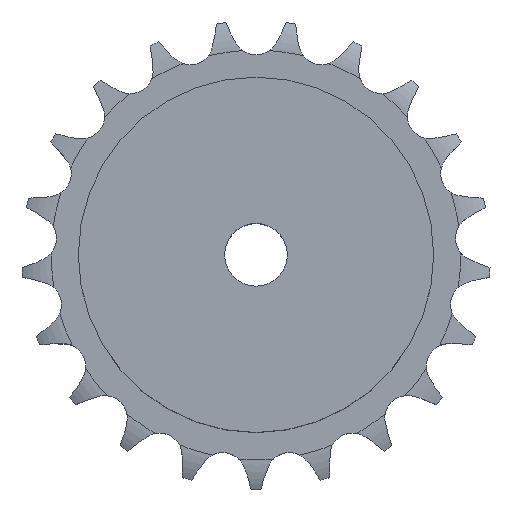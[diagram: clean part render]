
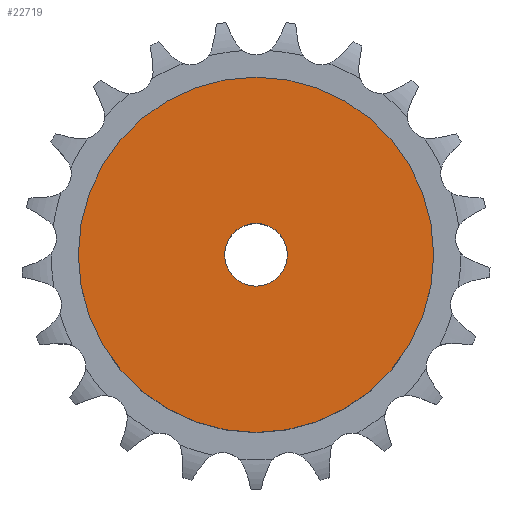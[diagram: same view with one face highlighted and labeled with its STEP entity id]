
A CAD part, top view. The second image highlights one B-rep face of the part: STEP entity #22719.
In plain terms, the highlighted planar face has unit normal (0, 0, 1).
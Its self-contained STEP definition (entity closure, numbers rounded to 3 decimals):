
#3009 = CYLINDRICAL_SURFACE('',#3010,34.);
#3010 = AXIS2_PLACEMENT_3D('',#3011,#3012,#3013);
#3011 = CARTESIAN_POINT('',(0.,0.,0.));
#3012 = DIRECTION('',(-0.,-0.,-1.));
#3013 = DIRECTION('',(1.,0.,0.));
#14524 = VERTEX_POINT('',#14525);
#14525 = CARTESIAN_POINT('',(34.,0.,28.));
#14546 = EDGE_CURVE('',#14524,#14524,#14547,.T.);
#14547 = SURFACE_CURVE('',#14548,(#14553,#14560),.PCURVE_S1.);
#14548 = CIRCLE('',#14549,34.);
#14549 = AXIS2_PLACEMENT_3D('',#14550,#14551,#14552);
#14550 = CARTESIAN_POINT('',(0.,0.,28.));
#14551 = DIRECTION('',(0.,0.,1.));
#14552 = DIRECTION('',(1.,0.,0.));
#14553 = PCURVE('',#3009,#14554);
#14554 = DEFINITIONAL_REPRESENTATION('',(#14555),#14559);
#14555 = LINE('',#14556,#14557);
#14556 = CARTESIAN_POINT('',(-0.,-28.));
#14557 = VECTOR('',#14558,1.);
#14558 = DIRECTION('',(-1.,0.));
#14559 = ( GEOMETRIC_REPRESENTATION_CONTEXT(2) 
PARAMETRIC_REPRESENTATION_CONTEXT() REPRESENTATION_CONTEXT('2D SPACE',''
  ) );
#14560 = PCURVE('',#14561,#14566);
#14561 = PLANE('',#14562);
#14562 = AXIS2_PLACEMENT_3D('',#14563,#14564,#14565);
#14563 = CARTESIAN_POINT('',(0.,0.,28.)
  );
#14564 = DIRECTION('',(0.,0.,1.));
#14565 = DIRECTION('',(1.,0.,0.));
#14566 = DEFINITIONAL_REPRESENTATION('',(#14567),#14571);
#14567 = CIRCLE('',#14568,34.);
#14568 = AXIS2_PLACEMENT_2D('',#14569,#14570);
#14569 = CARTESIAN_POINT('',(0.,0.));
#14570 = DIRECTION('',(1.,0.));
#14571 = ( GEOMETRIC_REPRESENTATION_CONTEXT(2) 
PARAMETRIC_REPRESENTATION_CONTEXT() REPRESENTATION_CONTEXT('2D SPACE',''
  ) );
#19328 = CYLINDRICAL_SURFACE('',#19329,6.);
#19329 = AXIS2_PLACEMENT_3D('',#19330,#19331,#19332);
#19330 = CARTESIAN_POINT('',(0.,0.,141.574));
#19331 = DIRECTION('',(0.,0.,1.));
#19332 = DIRECTION('',(1.,0.,0.));
#22719 = ADVANCED_FACE('',(#22720,#22723),#14561,.T.);
#22720 = FACE_BOUND('',#22721,.T.);
#22721 = EDGE_LOOP('',(#22722));
#22722 = ORIENTED_EDGE('',*,*,#14546,.T.);
#22723 = FACE_BOUND('',#22724,.T.);
#22724 = EDGE_LOOP('',(#22725));
#22725 = ORIENTED_EDGE('',*,*,#22726,.F.);
#22726 = EDGE_CURVE('',#22727,#22727,#22729,.T.);
#22727 = VERTEX_POINT('',#22728);
#22728 = CARTESIAN_POINT('',(6.,0.,28.));
#22729 = SURFACE_CURVE('',#22730,(#22735,#22742),.PCURVE_S1.);
#22730 = CIRCLE('',#22731,6.);
#22731 = AXIS2_PLACEMENT_3D('',#22732,#22733,#22734);
#22732 = CARTESIAN_POINT('',(0.,0.,28.));
#22733 = DIRECTION('',(0.,0.,1.));
#22734 = DIRECTION('',(1.,0.,0.));
#22735 = PCURVE('',#14561,#22736);
#22736 = DEFINITIONAL_REPRESENTATION('',(#22737),#22741);
#22737 = CIRCLE('',#22738,6.);
#22738 = AXIS2_PLACEMENT_2D('',#22739,#22740);
#22739 = CARTESIAN_POINT('',(0.,0.));
#22740 = DIRECTION('',(1.,0.));
#22741 = ( GEOMETRIC_REPRESENTATION_CONTEXT(2) 
PARAMETRIC_REPRESENTATION_CONTEXT() REPRESENTATION_CONTEXT('2D SPACE',''
  ) );
#22742 = PCURVE('',#19328,#22743);
#22743 = DEFINITIONAL_REPRESENTATION('',(#22744),#22748);
#22744 = LINE('',#22745,#22746);
#22745 = CARTESIAN_POINT('',(0.,-113.574));
#22746 = VECTOR('',#22747,1.);
#22747 = DIRECTION('',(1.,0.));
#22748 = ( GEOMETRIC_REPRESENTATION_CONTEXT(2) 
PARAMETRIC_REPRESENTATION_CONTEXT() REPRESENTATION_CONTEXT('2D SPACE',''
  ) );
